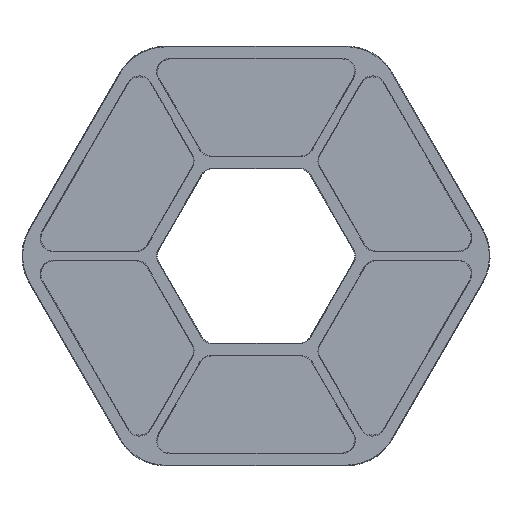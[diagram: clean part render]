
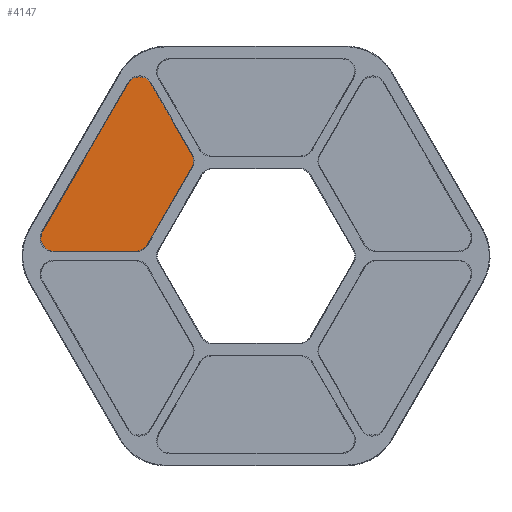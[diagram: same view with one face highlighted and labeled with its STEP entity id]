
A CAD part, front view. The second image highlights one B-rep face of the part: STEP entity #4147.
In plain terms, the highlighted planar face has unit normal (0, -1, 0).
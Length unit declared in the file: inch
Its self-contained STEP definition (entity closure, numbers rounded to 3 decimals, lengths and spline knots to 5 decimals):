
#8 = EDGE_CURVE ( 'NONE', #2716, #2467, #4030, .T. ) ;
#40 =( BOUNDED_CURVE ( )  B_SPLINE_CURVE ( 3, ( #836, #4252, #2309, #888 ),
 .UNSPECIFIED., .F., .F. ) 
 B_SPLINE_CURVE_WITH_KNOTS ( ( 4, 4 ),
 ( 2.61808, 3.6651 ),
 .UNSPECIFIED. ) 
 CURVE ( )  GEOMETRIC_REPRESENTATION_ITEM ( )  RATIONAL_B_SPLINE_CURVE ( ( 1., 0.911, 0.911, 1. ) ) 
 REPRESENTATION_ITEM ( '' )  );
#159 = ORIENTED_EDGE ( 'NONE', *, *, #2736, .T. ) ;
#173 = VERTEX_POINT ( 'NONE', #2286 ) ;
#220 = CARTESIAN_POINT ( 'NONE',  ( -0.79369, -0.045, 1.30471 ) ) ;
#449 = ORIENTED_EDGE ( 'NONE', *, *, #1635, .T. ) ;
#507 = CARTESIAN_POINT ( 'NONE',  ( -1.56734, -0.045, 0.10529 ) ) ;
#514 = CARTESIAN_POINT ( 'NONE',  ( -0.82521, -0.045, 0.035 ) ) ;
#631 = VECTOR ( 'NONE', #4749, 39.37008 ) ;
#804 = VERTEX_POINT ( 'NONE', #1391 ) ;
#836 = CARTESIAN_POINT ( 'NONE',  ( -0.46007, -0.045, 0.63313 ) ) ;
#888 = CARTESIAN_POINT ( 'NONE',  ( -0.46007, -0.045, 0.72687 ) ) ;
#897 = ORIENTED_EDGE ( 'NONE', *, *, #4281, .T. ) ;
#1116 = CARTESIAN_POINT ( 'NONE',  ( -1.52674, -0.045, 0.1756 ) ) ;
#1131 = CARTESIAN_POINT ( 'NONE',  ( -0.46007, -0.045, 0.63313 ) ) ;
#1162 = VECTOR ( 'NONE', #2500, 39.37008 ) ;
#1200 = EDGE_LOOP ( 'NONE', ( #2468, #449, #1942, #897, #2765, #3727, #159, #1649 ) ) ;
#1390 = CARTESIAN_POINT ( 'NONE',  ( -1.2211, -0.045, 0.705 ) ) ;
#1391 = CARTESIAN_POINT ( 'NONE',  ( -0.75309, -0.045, 1.2344 ) ) ;
#1561 = CARTESIAN_POINT ( 'NONE',  ( -0.91545, -0.045, 1.2344 ) ) ;
#1572 = DIRECTION ( 'NONE',  ( 0., -1., 0. ) ) ;
#1635 = EDGE_CURVE ( 'NONE', #2467, #173, #40, .T. ) ;
#1649 = ORIENTED_EDGE ( 'NONE', *, *, #2854, .T. ) ;
#1668 = CARTESIAN_POINT ( 'NONE',  ( -0.91545, -0.045, 1.2344 ) ) ;
#1788 = VECTOR ( 'NONE', #3851, 39.37008 ) ;
#1886 = VERTEX_POINT ( 'NONE', #3737 ) ;
#1918 = CARTESIAN_POINT ( 'NONE',  ( 0., -0.045, 0. ) ) ;
#1942 = ORIENTED_EDGE ( 'NONE', *, *, #3318, .F. ) ;
#1993 = CARTESIAN_POINT ( 'NONE',  ( -0.85952, -0.045, 0.035 ) ) ;
#2022 = FACE_OUTER_BOUND ( 'NONE', #1200, .T. ) ;
#2256 = CARTESIAN_POINT ( 'NONE',  ( 0., -0.045, 0.035 ) ) ;
#2286 = CARTESIAN_POINT ( 'NONE',  ( -0.46007, -0.045, 0.72687 ) ) ;
#2309 = CARTESIAN_POINT ( 'NONE',  ( -0.44292, -0.045, 0.69715 ) ) ;
#2350 = CARTESIAN_POINT ( 'NONE',  ( -0.03031, -0.045, -0.0175 ) ) ;
#2467 = VERTEX_POINT ( 'NONE', #1131 ) ;
#2468 = ORIENTED_EDGE ( 'NONE', *, *, #8, .T. ) ;
#2500 = DIRECTION ( 'NONE',  ( 0.5, 0., 0.866 ) ) ;
#2572 = DIRECTION ( 'NONE',  ( 1., 0., 0. ) ) ;
#2588 = VERTEX_POINT ( 'NONE', #3473 ) ;
#2716 = VERTEX_POINT ( 'NONE', #3247 ) ;
#2736 = EDGE_CURVE ( 'NONE', #1886, #2588, #2871, .T. ) ;
#2765 = ORIENTED_EDGE ( 'NONE', *, *, #3050, .F. ) ;
#2774 = CARTESIAN_POINT ( 'NONE',  ( -0.77834, -0.045, 0.08187 ) ) ;
#2854 = EDGE_CURVE ( 'NONE', #2588, #2716, #3377, .T. ) ;
#2871 = LINE ( 'NONE', #2256, #3210 ) ;
#3050 = EDGE_CURVE ( 'NONE', #4682, #4346, #3975, .T. ) ;
#3093 = CARTESIAN_POINT ( 'NONE',  ( -0.7955, -0.045, 0.05215 ) ) ;
#3112 = CARTESIAN_POINT ( 'NONE',  ( -1.52674, -0.045, 0.1756 ) ) ;
#3210 = VECTOR ( 'NONE', #2572, 39.37008 ) ;
#3230 = CARTESIAN_POINT ( 'NONE',  ( -0.61921, -0.045, 0.3575 ) ) ;
#3243 = EDGE_CURVE ( 'NONE', #4682, #1886, #3548, .T. ) ;
#3247 = CARTESIAN_POINT ( 'NONE',  ( -0.77834, -0.045, 0.08187 ) ) ;
#3318 = EDGE_CURVE ( 'NONE', #804, #173, #3460, .T. ) ;
#3377 =( BOUNDED_CURVE ( )  B_SPLINE_CURVE ( 3, ( #1993, #514, #3093, #2774 ),
 .UNSPECIFIED., .F., .F. ) 
 B_SPLINE_CURVE_WITH_KNOTS ( ( 4, 4 ),
 ( 2.61808, 3.6651 ),
 .UNSPECIFIED. ) 
 CURVE ( )  GEOMETRIC_REPRESENTATION_ITEM ( )  RATIONAL_B_SPLINE_CURVE ( ( 1., 0.911, 0.911, 1. ) ) 
 REPRESENTATION_ITEM ( '' )  );
#3460 = LINE ( 'NONE', #2350, #1788 ) ;
#3473 = CARTESIAN_POINT ( 'NONE',  ( -0.85952, -0.045, 0.035 ) ) ;
#3526 = DIRECTION ( 'NONE',  ( 0., 0., 1. ) ) ;
#3548 =( BOUNDED_CURVE ( )  B_SPLINE_CURVE ( 3, ( #3112, #507, #4582, #4191 ),
 .UNSPECIFIED., .F., .F. ) 
 B_SPLINE_CURVE_WITH_KNOTS ( ( 4, 4 ),
 ( 2.09466, 4.18853 ),
 .UNSPECIFIED. ) 
 CURVE ( )  GEOMETRIC_REPRESENTATION_ITEM ( )  RATIONAL_B_SPLINE_CURVE ( ( 1., 0.667, 0.667, 1. ) ) 
 REPRESENTATION_ITEM ( '' )  );
#3710 = CARTESIAN_POINT ( 'NONE',  ( -0.87485, -0.045, 1.30471 ) ) ;
#3727 = ORIENTED_EDGE ( 'NONE', *, *, #3243, .T. ) ;
#3737 = CARTESIAN_POINT ( 'NONE',  ( -1.44557, -0.045, 0.035 ) ) ;
#3796 =( BOUNDED_CURVE ( )  B_SPLINE_CURVE ( 3, ( #4805, #220, #3710, #1668 ),
 .UNSPECIFIED., .F., .T. ) 
 B_SPLINE_CURVE_WITH_KNOTS ( ( 4, 4 ),
 ( 2.09466, 4.18853 ),
 .UNSPECIFIED. ) 
 CURVE ( )  GEOMETRIC_REPRESENTATION_ITEM ( )  RATIONAL_B_SPLINE_CURVE ( ( 1., 0.667, 0.667, 1. ) ) 
 REPRESENTATION_ITEM ( '' )  );
#3851 = DIRECTION ( 'NONE',  ( 0.5, 0., -0.866 ) ) ;
#3975 = LINE ( 'NONE', #1390, #1162 ) ;
#4030 = LINE ( 'NONE', #3230, #631 ) ;
#4147 = ADVANCED_FACE ( 'NONE', ( #2022 ), #4550, .T. ) ;
#4191 = CARTESIAN_POINT ( 'NONE',  ( -1.44557, -0.045, 0.035 ) ) ;
#4252 = CARTESIAN_POINT ( 'NONE',  ( -0.44292, -0.045, 0.66285 ) ) ;
#4281 = EDGE_CURVE ( 'NONE', #804, #4346, #3796, .T. ) ;
#4346 = VERTEX_POINT ( 'NONE', #1561 ) ;
#4385 = AXIS2_PLACEMENT_3D ( 'NONE', #1918, #1572, #3526 ) ;
#4550 = PLANE ( 'NONE',  #4385 ) ;
#4582 = CARTESIAN_POINT ( 'NONE',  ( -1.52676, -0.045, 0.035 ) ) ;
#4682 = VERTEX_POINT ( 'NONE', #1116 ) ;
#4749 = DIRECTION ( 'NONE',  ( 0.5, 0., 0.866 ) ) ;
#4805 = CARTESIAN_POINT ( 'NONE',  ( -0.75309, -0.045, 1.2344 ) ) ;
